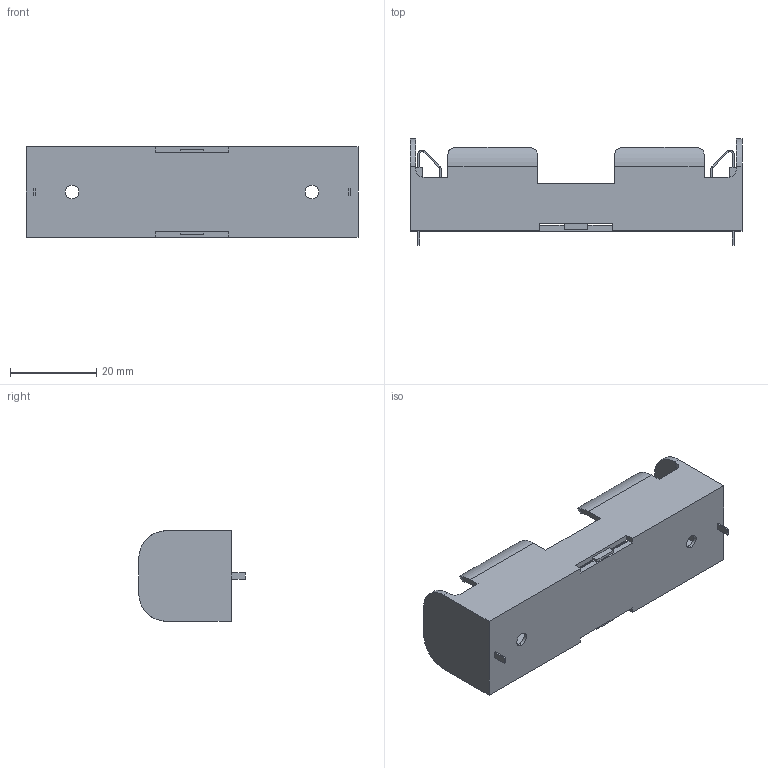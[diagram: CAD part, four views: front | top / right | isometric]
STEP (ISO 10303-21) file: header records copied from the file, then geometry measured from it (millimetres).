
FILE_DESCRIPTION (( 'STEP AP214' ), '1' );
FILE_NAME ('BK-18650-PC2.STEP', '2019-12-24T07:50:35', ( '' ), ( '' ), 'SwSTEP 2.0', 'SolidWorks 2017', '' );
FILE_SCHEMA (( 'AUTOMOTIVE_DESIGN' ));
Length unit declared in the file: millimetre
Products named in the file (1): BK-18650-PC2
Bounding box: 76.96 x 24.71 x 20.98 mm (x, y, z)
Volume: 6113.4 mm3; surface area: 10645.9 mm2
Topology: 3 solids, 3 shells, 166 faces, 484 edges, 320 vertices
Faces by surface type: plane 126, cylinder 40
Entity records: 5720 total; most frequent: CARTESIAN_POINT 1211, ORIENTED_EDGE 968, DIRECTION 866, EDGE_CURVE 484, LINE 404, VECTOR 404, VERTEX_POINT 320, AXIS2_PLACEMENT_3D 231
